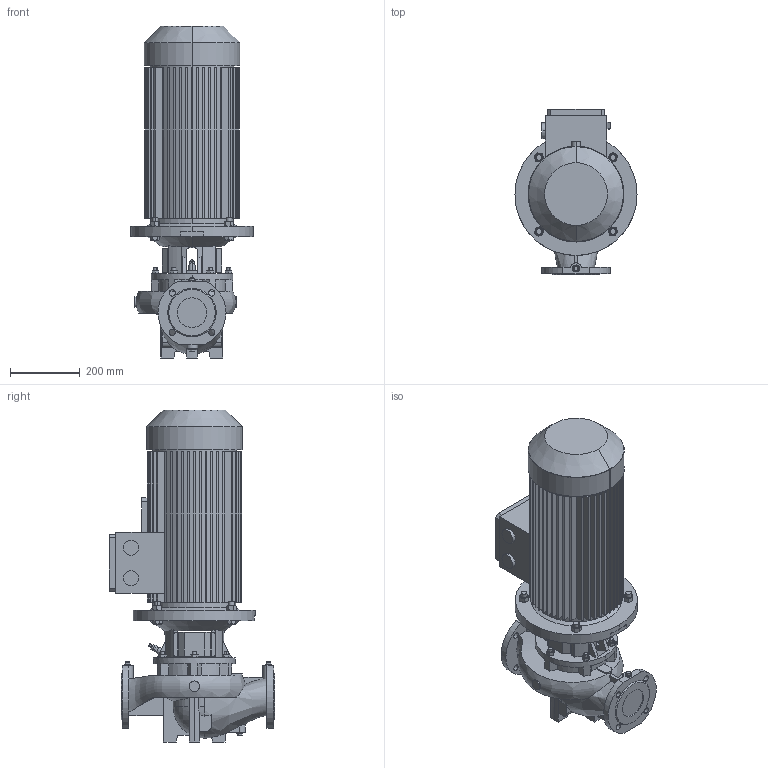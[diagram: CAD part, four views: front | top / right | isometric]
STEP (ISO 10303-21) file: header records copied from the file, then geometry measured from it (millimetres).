
FILE_DESCRIPTION (( 'STEP AP203' ), '1' );
FILE_NAME ('枅-313-000-313-015-01-14.step', '2025-02-11T17:08:42', ( 'adb' ), ( '' ), 'SwSTEP 2.0', 'SolidWorks 2016', '' );
FILE_SCHEMA (( 'CONFIG_CONTROL_DESIGN' ));
Length unit declared in the file: millimetre
Products named in the file (1): 枅-313-000-313-015-01-14
Bounding box: 350 x 474 x 952 mm (x, y, z)
Volume: 44152221.6 mm3; surface area: 2368147.6 mm2
Topology: 8 solids, 20 shells, 980 faces, 2541 edges, 1667 vertices
Faces by surface type: plane 528, cylinder 343, cone 96, bspline 8, sphere 5
Entity records: 35096 total; most frequent: CARTESIAN_POINT 10759, ORIENTED_EDGE 5078, DIRECTION 5032, EDGE_CURVE 2539, AXIS2_PLACEMENT_3D 1841, VERTEX_POINT 1667, VECTOR 1350, LINE 1350
